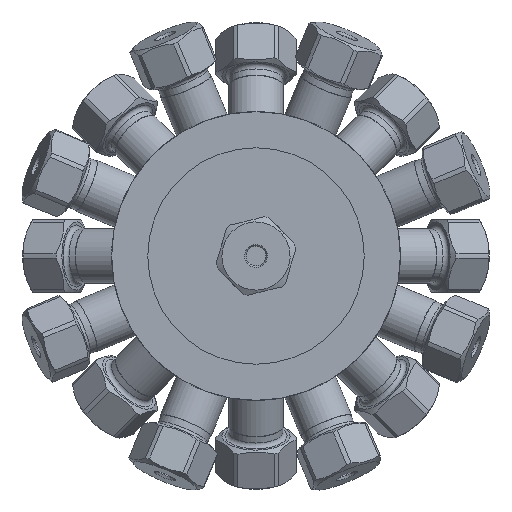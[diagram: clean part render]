
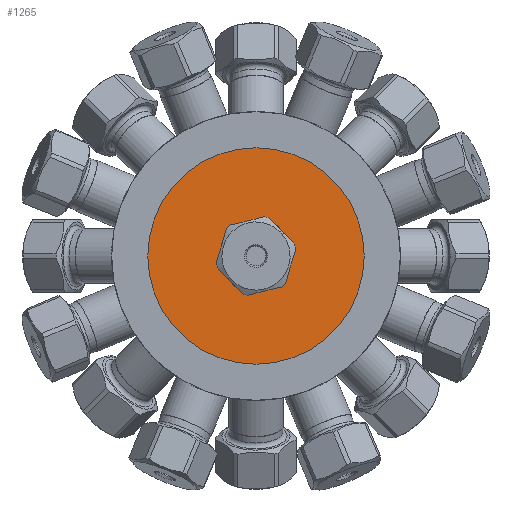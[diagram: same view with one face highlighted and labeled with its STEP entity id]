
A CAD part, left-side view. The second image highlights one B-rep face of the part: STEP entity #1265.
In plain terms, the highlighted planar face has unit normal (-1, 0, 0).
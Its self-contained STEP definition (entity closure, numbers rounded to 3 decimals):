
#1231=CARTESIAN_POINT('',(0.0,9.525,0.0));
#1232=VERTEX_POINT('',#1231);
#1233=CARTESIAN_POINT('',(0.,0.,0.0));
#1234=DIRECTION('',(1.0,0.0,0.0));
#1235=DIRECTION('',(0.0,1.0,0.0));
#1236=AXIS2_PLACEMENT_3D('',#1233,#1234,#1235);
#1237=CIRCLE('',#1236,9.525);
#1238=EDGE_CURVE('',#1232,#1232,#1237,.T.);
#1246=CARTESIAN_POINT('',(0.0,4.763,0.0));
#1247=DIRECTION('',(-1.0,0.0,0.0));
#1248=DIRECTION('',(0.0,0.0,1.0));
#1249=AXIS2_PLACEMENT_3D('',#1246,#1247,#1248);
#1250=PLANE('',#1249);
#1251=ORIENTED_EDGE('',*,*,#1238,.F.);
#1252=EDGE_LOOP('',(#1251));
#1253=FACE_OUTER_BOUND('',#1252,.T.);
#1254=CARTESIAN_POINT('',(0.,-2.45,0.0));
#1255=VERTEX_POINT('',#1254);
#1256=CARTESIAN_POINT('',(0.,0.,0.0));
#1257=DIRECTION('',(1.0,0.0,0.0));
#1258=DIRECTION('',(0.0,-1.0,0.0));
#1259=AXIS2_PLACEMENT_3D('',#1256,#1257,#1258);
#1260=CIRCLE('',#1259,2.45);
#1261=EDGE_CURVE('',#1255,#1255,#1260,.T.);
#1262=ORIENTED_EDGE('',*,*,#1261,.T.);
#1263=EDGE_LOOP('',(#1262));
#1264=FACE_BOUND('',#1263,.T.);
#1265=ADVANCED_FACE('',(#1253,#1264),#1250,.T.);
